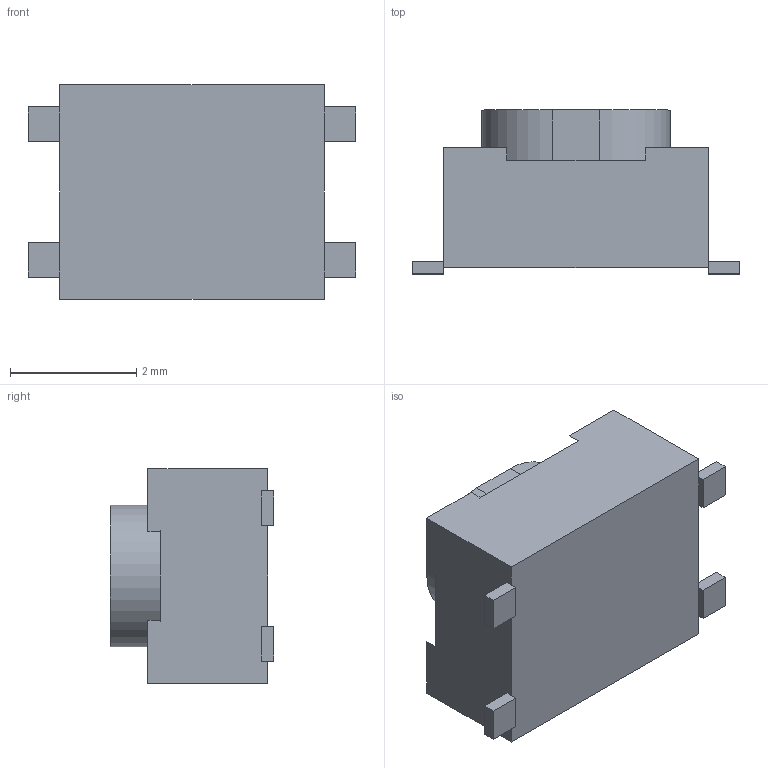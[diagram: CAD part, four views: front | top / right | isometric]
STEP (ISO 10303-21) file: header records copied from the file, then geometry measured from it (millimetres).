
FILE_DESCRIPTION (( 'STEP AP214' ), '1' );
FILE_NAME ('3x4x2.5xovalmicrobutton.STEP', '2024-07-12T05:40:31', ( '' ), ( '' ), 'SwSTEP 2.0', 'SolidWorks 2023', '' );
FILE_SCHEMA (( 'AUTOMOTIVE_DESIGN' ));
Length unit declared in the file: millimetre
Products named in the file (1): 3x4x2.5xovalmicrobutton
Bounding box: 5.2 x 2.6 x 3.4 mm (x, y, z)
Volume: 29.4 mm3; surface area: 67.4 mm2
Topology: 1 solids, 1 shells, 43 faces, 112 edges, 72 vertices
Faces by surface type: plane 41, cylinder 2
Entity records: 1782 total; most frequent: CARTESIAN_POINT 228, ORIENTED_EDGE 224, DIRECTION 204, EDGE_CURVE 112, VECTOR 108, LINE 108, VERTEX_POINT 72, AXIS2_PLACEMENT_3D 48
